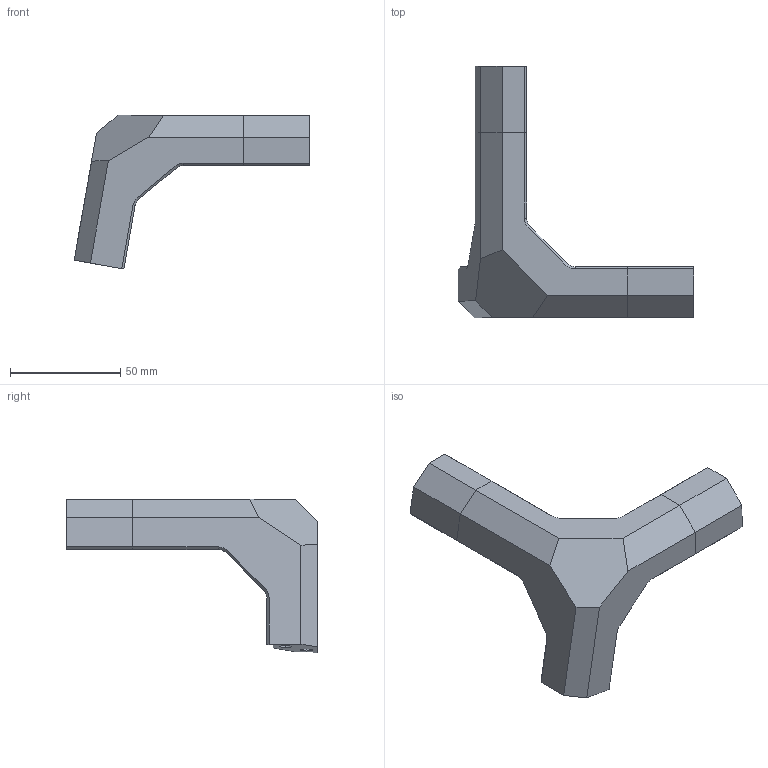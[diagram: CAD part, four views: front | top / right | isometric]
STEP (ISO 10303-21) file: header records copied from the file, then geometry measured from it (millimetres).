
FILE_DESCRIPTION (( 'STEP AP214' ), '1' );
FILE_NAME ('corner 2 back V3 top 150mm.STEP', '2021-07-25T17:43:30', ( '' ), ( '' ), 'SwSTEP 2.0', 'SolidWorks 2020', '' );
FILE_SCHEMA (( 'AUTOMOTIVE_DESIGN' ));
Length unit declared in the file: millimetre
Products named in the file (4): corner 2 back connection block 2 V3 150mm; corner 2 back V3 top 150mm; corner 2 back connection block V3 150mm; corner 2 back V3 150mm top
Assembly tree (3 placements, depth 2):
  corner 2 back V3 top 150mm
    corner 2 back V3 150mm top
    corner 2 back connection block 2 V3 150mm
    corner 2 back connection block V3 150mm
Bounding box: 107.12 x 114 x 69.96 mm (x, y, z)
Volume: 64309.6 mm3; surface area: 22884.2 mm2
Topology: 3 solids, 3 shells, 104 faces, 261 edges, 168 vertices
Faces by surface type: plane 82, cylinder 16, cone 4, bspline 2
Entity records: 3223 total; most frequent: CARTESIAN_POINT 583, ORIENTED_EDGE 522, DIRECTION 499, EDGE_CURVE 261, VECTOR 219, LINE 219, VERTEX_POINT 168, AXIS2_PLACEMENT_3D 140
